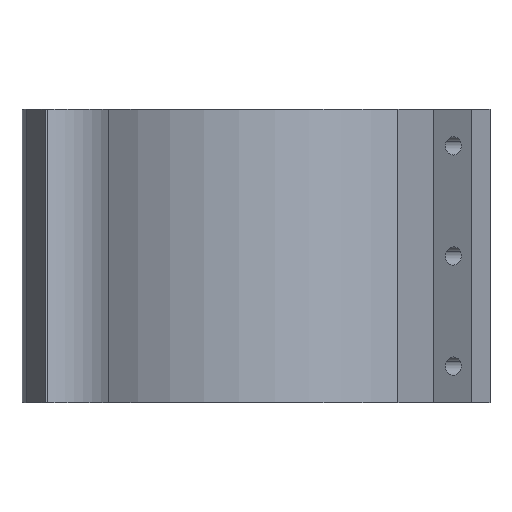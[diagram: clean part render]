
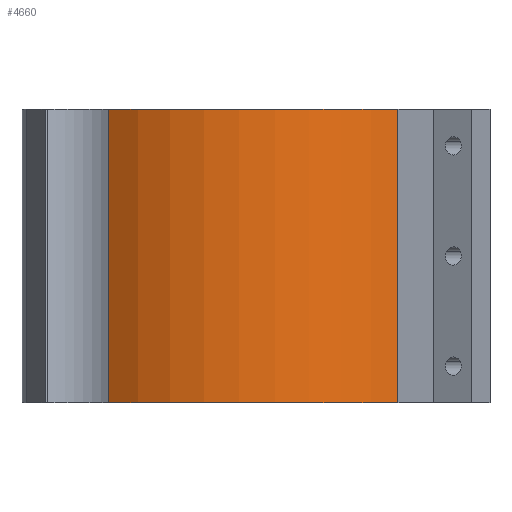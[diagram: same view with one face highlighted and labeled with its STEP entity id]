
A CAD part, front view. The second image highlights one B-rep face of the part: STEP entity #4660.
In plain terms, the highlighted cylindrical face has radius 60 mm (diameter 120 mm), a partial arc.
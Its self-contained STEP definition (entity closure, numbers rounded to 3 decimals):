
#2310=CARTESIAN_POINT('',(42.548,-42.304,650.));
#2320=VERTEX_POINT('',#2310);
#2350=CARTESIAN_POINT('',(0.,0.,650.));
#2360=DIRECTION('',(0.,0.,1.));
#2370=DIRECTION('',(-0.605,-0.796,0.));
#2380=AXIS2_PLACEMENT_3D('',#2350,#2360,#2370);
#2390=CIRCLE('',#2380,60.);
#2400=CARTESIAN_POINT('',(-36.32,-47.758,650.));
#2410=VERTEX_POINT('',#2400);
#2420=EDGE_CURVE('',#2410,#2320,#2390,.T.);
#4220=CARTESIAN_POINT('',(-36.32,-47.758,650.));
#4230=DIRECTION('',(0.,0.,-1.));
#4240=VECTOR('',#4230,1.);
#4250=LINE('',#4220,#4240);
#4260=CARTESIAN_POINT('',(-36.32,-47.758,570.));
#4270=VERTEX_POINT('',#4260);
#4280=EDGE_CURVE('',#2410,#4270,#4250,.T.);
#4420=CARTESIAN_POINT('',(0.,0.,610.));
#4430=DIRECTION('',(0.,0.,-1.));
#4440=DIRECTION('',(0.709,-0.705,0.));
#4450=AXIS2_PLACEMENT_3D('',#4420,#4430,#4440);
#4460=CYLINDRICAL_SURFACE('',#4450,60.);
#4470=CARTESIAN_POINT('',(42.548,-42.304,570.));
#4480=DIRECTION('',(0.,0.,1.));
#4490=VECTOR('',#4480,1.);
#4500=LINE('',#4470,#4490);
#4510=CARTESIAN_POINT('',(42.548,-42.304,570.));
#4520=VERTEX_POINT('',#4510);
#4530=EDGE_CURVE('',#4520,#2320,#4500,.T.);
#4540=ORIENTED_EDGE('',*,*,#4530,.T.);
#4550=CARTESIAN_POINT('',(0.,0.,570.));
#4560=DIRECTION('',(0.,0.,-1.));
#4570=DIRECTION('',(0.709,-0.705,0.));
#4580=AXIS2_PLACEMENT_3D('',#4550,#4560,#4570);
#4590=CIRCLE('',#4580,60.);
#4600=EDGE_CURVE('',#4520,#4270,#4590,.T.);
#4610=ORIENTED_EDGE('',*,*,#4600,.F.);
#4620=ORIENTED_EDGE('',*,*,#4280,.T.);
#4630=ORIENTED_EDGE('',*,*,#2420,.F.);
#4640=EDGE_LOOP('',(#4630,#4620,#4610,#4540));
#4650=FACE_OUTER_BOUND('',#4640,.T.);
#4660=ADVANCED_FACE('',(#4650),#4460,.T.);
